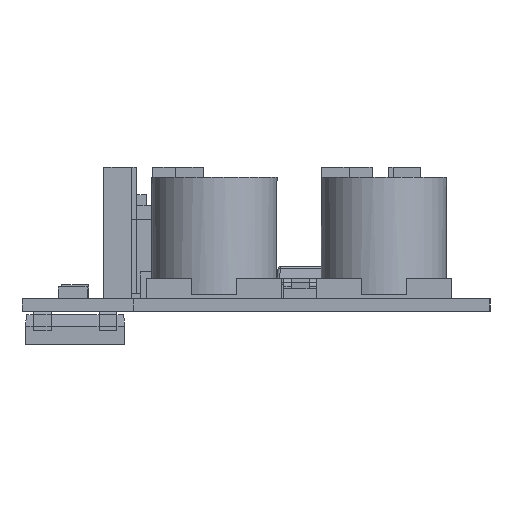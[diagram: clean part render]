
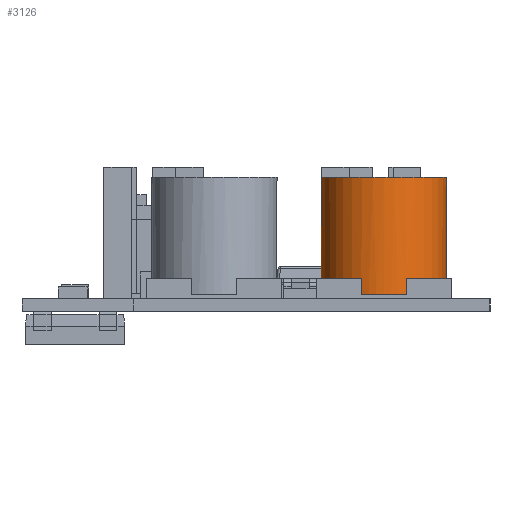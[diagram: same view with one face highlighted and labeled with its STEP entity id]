
A CAD part, left-side view. The second image highlights one B-rep face of the part: STEP entity #3126.
In plain terms, the highlighted cylindrical face has radius 3.15 mm (diameter 6.3 mm), a full revolution.
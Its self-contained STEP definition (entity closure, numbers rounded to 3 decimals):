
#3126 = ADVANCED_FACE('',(#3127),#3290,.T.);
#3127 = FACE_BOUND('',#3128,.T.);
#3128 = EDGE_LOOP('',(#3129,#3140,#3148,#3155,#3156,#3165,#3173,#3182,
    #3190,#3199,#3207,#3216,#3224,#3233,#3241,#3250,#3258,#3267,#3275,
    #3284));
#3129 = ORIENTED_EDGE('',*,*,#3130,.T.);
#3130 = EDGE_CURVE('',#3131,#3133,#3135,.T.);
#3131 = VERTEX_POINT('',#3132);
#3132 = CARTESIAN_POINT('',(2.939,-1.133,0.203));
#3133 = VERTEX_POINT('',#3134);
#3134 = CARTESIAN_POINT('',(3.15,0.,0.203));
#3135 = CIRCLE('',#3136,3.15);
#3136 = AXIS2_PLACEMENT_3D('',#3137,#3138,#3139);
#3137 = CARTESIAN_POINT('',(0.,0.,0.203));
#3138 = DIRECTION('',(0.,0.,1.));
#3139 = DIRECTION('',(1.,0.,0.));
#3140 = ORIENTED_EDGE('',*,*,#3141,.T.);
#3141 = EDGE_CURVE('',#3133,#3142,#3144,.T.);
#3142 = VERTEX_POINT('',#3143);
#3143 = CARTESIAN_POINT('',(3.15,0.,6.099));
#3144 = LINE('',#3145,#3146);
#3145 = CARTESIAN_POINT('',(3.15,0.,-0.201));
#3146 = VECTOR('',#3147,1.);
#3147 = DIRECTION('',(0.,0.,1.));
#3148 = ORIENTED_EDGE('',*,*,#3149,.F.);
#3149 = EDGE_CURVE('',#3142,#3142,#3150,.T.);
#3150 = CIRCLE('',#3151,3.15);
#3151 = AXIS2_PLACEMENT_3D('',#3152,#3153,#3154);
#3152 = CARTESIAN_POINT('',(0.,0.,6.099));
#3153 = DIRECTION('',(0.,0.,1.));
#3154 = DIRECTION('',(1.,0.,0.));
#3155 = ORIENTED_EDGE('',*,*,#3141,.F.);
#3156 = ORIENTED_EDGE('',*,*,#3157,.T.);
#3157 = EDGE_CURVE('',#3133,#3158,#3160,.T.);
#3158 = VERTEX_POINT('',#3159);
#3159 = CARTESIAN_POINT('',(2.939,1.133,0.203));
#3160 = CIRCLE('',#3161,3.15);
#3161 = AXIS2_PLACEMENT_3D('',#3162,#3163,#3164);
#3162 = CARTESIAN_POINT('',(0.,0.,0.203));
#3163 = DIRECTION('',(0.,0.,1.));
#3164 = DIRECTION('',(1.,0.,0.));
#3165 = ORIENTED_EDGE('',*,*,#3166,.T.);
#3166 = EDGE_CURVE('',#3158,#3167,#3169,.T.);
#3167 = VERTEX_POINT('',#3168);
#3168 = CARTESIAN_POINT('',(2.939,1.133,1.017));
#3169 = LINE('',#3170,#3171);
#3170 = CARTESIAN_POINT('',(2.939,1.133,0.203));
#3171 = VECTOR('',#3172,1.);
#3172 = DIRECTION('',(0.,0.,1.));
#3173 = ORIENTED_EDGE('',*,*,#3174,.T.);
#3174 = EDGE_CURVE('',#3167,#3175,#3177,.T.);
#3175 = VERTEX_POINT('',#3176);
#3176 = CARTESIAN_POINT('',(1.133,2.939,1.017));
#3177 = CIRCLE('',#3178,3.15);
#3178 = AXIS2_PLACEMENT_3D('',#3179,#3180,#3181);
#3179 = CARTESIAN_POINT('',(0.,0.,1.017));
#3180 = DIRECTION('',(0.,0.,1.));
#3181 = DIRECTION('',(1.,0.,0.));
#3182 = ORIENTED_EDGE('',*,*,#3183,.F.);
#3183 = EDGE_CURVE('',#3184,#3175,#3186,.T.);
#3184 = VERTEX_POINT('',#3185);
#3185 = CARTESIAN_POINT('',(1.133,2.939,0.203));
#3186 = LINE('',#3187,#3188);
#3187 = CARTESIAN_POINT('',(1.133,2.939,0.203));
#3188 = VECTOR('',#3189,1.);
#3189 = DIRECTION('',(0.,0.,1.));
#3190 = ORIENTED_EDGE('',*,*,#3191,.T.);
#3191 = EDGE_CURVE('',#3184,#3192,#3194,.T.);
#3192 = VERTEX_POINT('',#3193);
#3193 = CARTESIAN_POINT('',(-1.133,2.939,0.203));
#3194 = CIRCLE('',#3195,3.15);
#3195 = AXIS2_PLACEMENT_3D('',#3196,#3197,#3198);
#3196 = CARTESIAN_POINT('',(0.,0.,0.203));
#3197 = DIRECTION('',(0.,0.,1.));
#3198 = DIRECTION('',(1.,0.,0.));
#3199 = ORIENTED_EDGE('',*,*,#3200,.T.);
#3200 = EDGE_CURVE('',#3192,#3201,#3203,.T.);
#3201 = VERTEX_POINT('',#3202);
#3202 = CARTESIAN_POINT('',(-1.133,2.939,0.508));
#3203 = LINE('',#3204,#3205);
#3204 = CARTESIAN_POINT('',(-1.133,2.939,0.203));
#3205 = VECTOR('',#3206,1.);
#3206 = DIRECTION('',(0.,0.,1.));
#3207 = ORIENTED_EDGE('',*,*,#3208,.T.);
#3208 = EDGE_CURVE('',#3201,#3209,#3211,.T.);
#3209 = VERTEX_POINT('',#3210);
#3210 = CARTESIAN_POINT('',(-2.939,1.133,0.508));
#3211 = CIRCLE('',#3212,3.15);
#3212 = AXIS2_PLACEMENT_3D('',#3213,#3214,#3215);
#3213 = CARTESIAN_POINT('',(0.,0.,0.508));
#3214 = DIRECTION('',(0.,0.,1.));
#3215 = DIRECTION('',(1.,0.,0.));
#3216 = ORIENTED_EDGE('',*,*,#3217,.F.);
#3217 = EDGE_CURVE('',#3218,#3209,#3220,.T.);
#3218 = VERTEX_POINT('',#3219);
#3219 = CARTESIAN_POINT('',(-2.939,1.133,0.203));
#3220 = LINE('',#3221,#3222);
#3221 = CARTESIAN_POINT('',(-2.939,1.133,0.203));
#3222 = VECTOR('',#3223,1.);
#3223 = DIRECTION('',(0.,0.,1.));
#3224 = ORIENTED_EDGE('',*,*,#3225,.T.);
#3225 = EDGE_CURVE('',#3218,#3226,#3228,.T.);
#3226 = VERTEX_POINT('',#3227);
#3227 = CARTESIAN_POINT('',(-2.939,-1.133,0.203));
#3228 = CIRCLE('',#3229,3.15);
#3229 = AXIS2_PLACEMENT_3D('',#3230,#3231,#3232);
#3230 = CARTESIAN_POINT('',(0.,0.,0.203));
#3231 = DIRECTION('',(0.,0.,1.));
#3232 = DIRECTION('',(1.,0.,0.));
#3233 = ORIENTED_EDGE('',*,*,#3234,.T.);
#3234 = EDGE_CURVE('',#3226,#3235,#3237,.T.);
#3235 = VERTEX_POINT('',#3236);
#3236 = CARTESIAN_POINT('',(-2.939,-1.133,0.508));
#3237 = LINE('',#3238,#3239);
#3238 = CARTESIAN_POINT('',(-2.939,-1.133,0.203));
#3239 = VECTOR('',#3240,1.);
#3240 = DIRECTION('',(0.,0.,1.));
#3241 = ORIENTED_EDGE('',*,*,#3242,.T.);
#3242 = EDGE_CURVE('',#3235,#3243,#3245,.T.);
#3243 = VERTEX_POINT('',#3244);
#3244 = CARTESIAN_POINT('',(-1.133,-2.939,0.508));
#3245 = CIRCLE('',#3246,3.15);
#3246 = AXIS2_PLACEMENT_3D('',#3247,#3248,#3249);
#3247 = CARTESIAN_POINT('',(0.,0.,0.508));
#3248 = DIRECTION('',(0.,0.,1.));
#3249 = DIRECTION('',(1.,0.,0.));
#3250 = ORIENTED_EDGE('',*,*,#3251,.F.);
#3251 = EDGE_CURVE('',#3252,#3243,#3254,.T.);
#3252 = VERTEX_POINT('',#3253);
#3253 = CARTESIAN_POINT('',(-1.133,-2.939,0.203));
#3254 = LINE('',#3255,#3256);
#3255 = CARTESIAN_POINT('',(-1.133,-2.939,0.203));
#3256 = VECTOR('',#3257,1.);
#3257 = DIRECTION('',(0.,0.,1.));
#3258 = ORIENTED_EDGE('',*,*,#3259,.T.);
#3259 = EDGE_CURVE('',#3252,#3260,#3262,.T.);
#3260 = VERTEX_POINT('',#3261);
#3261 = CARTESIAN_POINT('',(1.133,-2.939,0.203));
#3262 = CIRCLE('',#3263,3.15);
#3263 = AXIS2_PLACEMENT_3D('',#3264,#3265,#3266);
#3264 = CARTESIAN_POINT('',(0.,0.,0.203));
#3265 = DIRECTION('',(0.,0.,1.));
#3266 = DIRECTION('',(1.,0.,0.));
#3267 = ORIENTED_EDGE('',*,*,#3268,.T.);
#3268 = EDGE_CURVE('',#3260,#3269,#3271,.T.);
#3269 = VERTEX_POINT('',#3270);
#3270 = CARTESIAN_POINT('',(1.133,-2.939,1.017));
#3271 = LINE('',#3272,#3273);
#3272 = CARTESIAN_POINT('',(1.133,-2.939,0.203));
#3273 = VECTOR('',#3274,1.);
#3274 = DIRECTION('',(0.,0.,1.));
#3275 = ORIENTED_EDGE('',*,*,#3276,.T.);
#3276 = EDGE_CURVE('',#3269,#3277,#3279,.T.);
#3277 = VERTEX_POINT('',#3278);
#3278 = CARTESIAN_POINT('',(2.939,-1.133,1.017));
#3279 = CIRCLE('',#3280,3.15);
#3280 = AXIS2_PLACEMENT_3D('',#3281,#3282,#3283);
#3281 = CARTESIAN_POINT('',(0.,0.,1.017));
#3282 = DIRECTION('',(0.,0.,1.));
#3283 = DIRECTION('',(1.,0.,0.));
#3284 = ORIENTED_EDGE('',*,*,#3285,.F.);
#3285 = EDGE_CURVE('',#3131,#3277,#3286,.T.);
#3286 = LINE('',#3287,#3288);
#3287 = CARTESIAN_POINT('',(2.939,-1.133,0.203));
#3288 = VECTOR('',#3289,1.);
#3289 = DIRECTION('',(0.,0.,1.));
#3290 = CYLINDRICAL_SURFACE('',#3291,3.15);
#3291 = AXIS2_PLACEMENT_3D('',#3292,#3293,#3294);
#3292 = CARTESIAN_POINT('',(0.,0.,-0.201));
#3293 = DIRECTION('',(0.,0.,1.));
#3294 = DIRECTION('',(1.,0.,0.));
